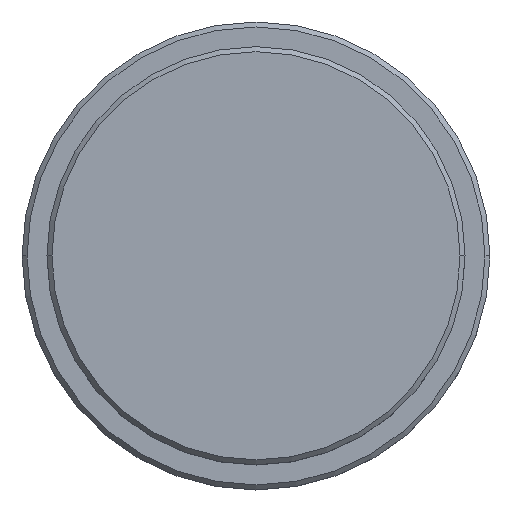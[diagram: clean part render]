
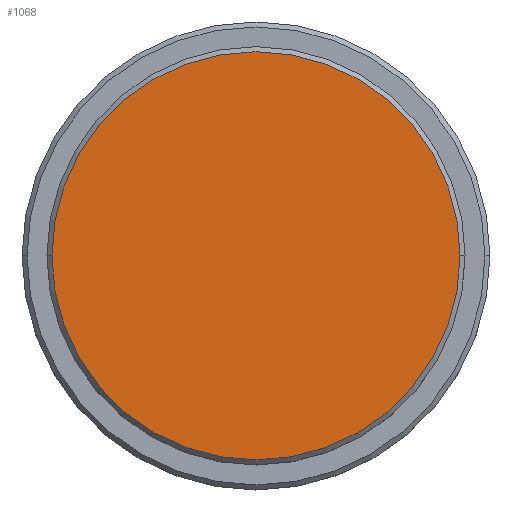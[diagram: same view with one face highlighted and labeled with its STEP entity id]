
A CAD part, top view. The second image highlights one B-rep face of the part: STEP entity #1068.
In plain terms, the highlighted planar face has unit normal (0, 0, 1).
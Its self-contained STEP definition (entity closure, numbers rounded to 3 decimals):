
#177 = CARTESIAN_POINT ( 'NONE',  ( -20.5, 0., 0. ) ) ;
#190 = DIRECTION ( 'NONE',  ( 0., 0., 1. ) ) ;
#215 = PLANE ( 'NONE',  #1111 ) ;
#232 = ORIENTED_EDGE ( 'NONE', *, *, #583, .T. ) ;
#292 = DIRECTION ( 'NONE',  ( 0., 0., 1. ) ) ;
#309 = DIRECTION ( 'NONE',  ( 1., 0., 0. ) ) ;
#345 = VERTEX_POINT ( 'NONE', #439 ) ;
#439 = CARTESIAN_POINT ( 'NONE',  ( 20.5, 0., 0. ) ) ;
#455 = DIRECTION ( 'NONE',  ( 0., 0., 1. ) ) ;
#540 = EDGE_LOOP ( 'NONE', ( #878, #232 ) ) ;
#565 = CIRCLE ( 'NONE', #1296, 20.5 ) ;
#583 = EDGE_CURVE ( 'NONE', #345, #1171, #565, .T. ) ;
#612 = EDGE_CURVE ( 'NONE', #1171, #345, #906, .T. ) ;
#852 = DIRECTION ( 'NONE',  ( 1., 0., 0. ) ) ;
#878 = ORIENTED_EDGE ( 'NONE', *, *, #612, .T. ) ;
#906 = CIRCLE ( 'NONE', #1133, 20.5 ) ;
#987 = CARTESIAN_POINT ( 'NONE',  ( 0., 0., 0. ) ) ;
#1068 = ADVANCED_FACE ( 'NONE', ( #1196 ), #215, .T. ) ;
#1080 = CARTESIAN_POINT ( 'NONE',  ( 0., 0., 0. ) ) ;
#1111 = AXIS2_PLACEMENT_3D ( 'NONE', #987, #455, #1215 ) ;
#1133 = AXIS2_PLACEMENT_3D ( 'NONE', #1080, #292, #852 ) ;
#1152 = CARTESIAN_POINT ( 'NONE',  ( 0., 0., 0. ) ) ;
#1171 = VERTEX_POINT ( 'NONE', #177 ) ;
#1196 = FACE_OUTER_BOUND ( 'NONE', #540, .T. ) ;
#1215 = DIRECTION ( 'NONE',  ( 1., 0., 0. ) ) ;
#1296 = AXIS2_PLACEMENT_3D ( 'NONE', #1152, #190, #309 ) ;
